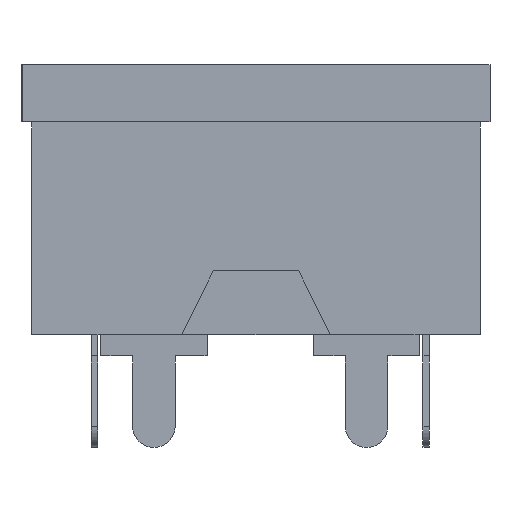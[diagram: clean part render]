
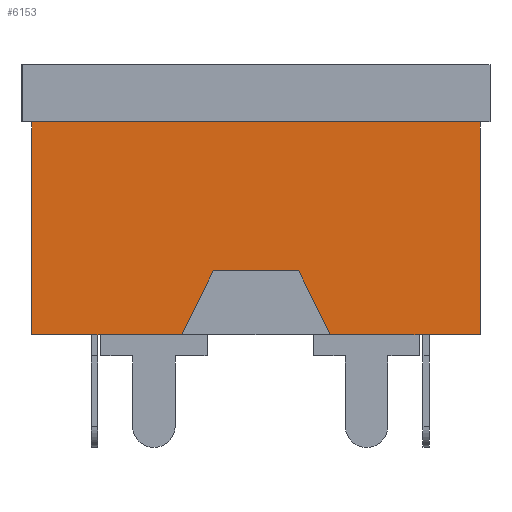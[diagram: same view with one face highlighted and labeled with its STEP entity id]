
A CAD part, front view. The second image highlights one B-rep face of the part: STEP entity #6153.
In plain terms, the highlighted planar face has unit normal (0, -1, 0).
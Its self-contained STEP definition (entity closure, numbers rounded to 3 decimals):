
#89 = EDGE_CURVE ( 'NONE', #908, #1645, #1244, .T. ) ;
#207 = VERTEX_POINT ( 'NONE', #1568 ) ;
#220 = EDGE_CURVE ( 'NONE', #4771, #512, #1583, .T. ) ;
#459 = ORIENTED_EDGE ( 'NONE', *, *, #531, .T. ) ;
#506 = VERTEX_POINT ( 'NONE', #2140 ) ;
#512 = VERTEX_POINT ( 'NONE', #2149 ) ;
#531 = EDGE_CURVE ( 'NONE', #207, #512, #2171, .T. ) ;
#557 = EDGE_CURVE ( 'NONE', #1999, #1645, #2219, .T. ) ;
#895 = ORIENTED_EDGE ( 'NONE', *, *, #557, .F. ) ;
#908 = VERTEX_POINT ( 'NONE', #2953 ) ;
#939 = VERTEX_POINT ( 'NONE', #3002 ) ;
#1175 = ORIENTED_EDGE ( 'NONE', *, *, #89, .T. ) ;
#1244 = LINE ( 'NONE', #1245, #1246 ) ;
#1245 = CARTESIAN_POINT ( 'NONE',  ( 2., -12.75, -7. ) ) ;
#1246 = VECTOR ( 'NONE', #1255, 1000. ) ;
#1247 = ORIENTED_EDGE ( 'NONE', *, *, #1352, .F. ) ;
#1255 = DIRECTION ( 'NONE',  ( 0.447, 0., -0.894 ) ) ;
#1352 = EDGE_CURVE ( 'NONE', #908, #939, #3504, .T. ) ;
#1568 = CARTESIAN_POINT ( 'NONE',  ( 10.55, -12.75, 0. ) ) ;
#1583 = LINE ( 'NONE', #1584, #1585 ) ;
#1584 = CARTESIAN_POINT ( 'NONE',  ( -10.55, -12.75, -10. ) ) ;
#1585 = VECTOR ( 'NONE', #1586, 1000. ) ;
#1586 = DIRECTION ( 'NONE',  ( 0., 0., 1. ) ) ;
#1645 = VERTEX_POINT ( 'NONE', #3739 ) ;
#1762 = EDGE_CURVE ( 'NONE', #1999, #207, #3804, .T. ) ;
#1999 = VERTEX_POINT ( 'NONE', #3937 ) ;
#2140 = CARTESIAN_POINT ( 'NONE',  ( -3.5, -12.75, -10. ) ) ;
#2149 = CARTESIAN_POINT ( 'NONE',  ( -10.55, -12.75, 0. ) ) ;
#2171 = LINE ( 'NONE', #2172, #2173 ) ;
#2172 = CARTESIAN_POINT ( 'NONE',  ( 10.55, -12.75, 0. ) ) ;
#2173 = VECTOR ( 'NONE', #2174, 1000. ) ;
#2174 = DIRECTION ( 'NONE',  ( -1., 0., 0. ) ) ;
#2219 = LINE ( 'NONE', #2220, #2221 ) ;
#2220 = CARTESIAN_POINT ( 'NONE',  ( 10.55, -12.75, -10. ) ) ;
#2221 = VECTOR ( 'NONE', #2222, 1000. ) ;
#2222 = DIRECTION ( 'NONE',  ( -1., 0., 0. ) ) ;
#2953 = CARTESIAN_POINT ( 'NONE',  ( 2., -12.75, -7. ) ) ;
#3002 = CARTESIAN_POINT ( 'NONE',  ( -2., -12.75, -7. ) ) ;
#3092 = LINE ( 'NONE', #3093, #3094 ) ;
#3093 = CARTESIAN_POINT ( 'NONE',  ( -2., -12.75, -7. ) ) ;
#3094 = VECTOR ( 'NONE', #3095, 1000. ) ;
#3095 = DIRECTION ( 'NONE',  ( 0.447, 0., 0.894 ) ) ;
#3504 = LINE ( 'NONE', #3505, #3507 ) ;
#3505 = CARTESIAN_POINT ( 'NONE',  ( 2., -12.75, -7. ) ) ;
#3507 = VECTOR ( 'NONE', #3508, 1000. ) ;
#3508 = DIRECTION ( 'NONE',  ( -1., 0., 0. ) ) ;
#3739 = CARTESIAN_POINT ( 'NONE',  ( 3.5, -12.75, -10. ) ) ;
#3804 = LINE ( 'NONE', #3805, #3806 ) ;
#3805 = CARTESIAN_POINT ( 'NONE',  ( 10.55, -12.75, -10. ) ) ;
#3806 = VECTOR ( 'NONE', #3807, 1000. ) ;
#3807 = DIRECTION ( 'NONE',  ( 0., 0., 1. ) ) ;
#3937 = CARTESIAN_POINT ( 'NONE',  ( 10.55, -12.75, -10. ) ) ;
#4743 = CARTESIAN_POINT ( 'NONE',  ( -10.55, -12.75, -10. ) ) ;
#4771 = VERTEX_POINT ( 'NONE', #4743 ) ;
#5312 = LINE ( 'NONE', #5313, #5314 ) ;
#5313 = CARTESIAN_POINT ( 'NONE',  ( 10.55, -12.75, -10. ) ) ;
#5314 = VECTOR ( 'NONE', #5315, 1000. ) ;
#5315 = DIRECTION ( 'NONE',  ( -1., 0., 0. ) ) ;
#5434 = FACE_OUTER_BOUND ( 'NONE', #7663, .T. ) ;
#5435 = PLANE ( 'NONE',  #5436 ) ;
#5436 = AXIS2_PLACEMENT_3D ( 'NONE', #5437, #5438, #5439 ) ;
#5437 = CARTESIAN_POINT ( 'NONE',  ( 10.55, -12.75, -10. ) ) ;
#5438 = DIRECTION ( 'NONE',  ( 0., 1., 0. ) ) ;
#5439 = DIRECTION ( 'NONE',  ( 0., 0., 1. ) ) ;
#5841 = ORIENTED_EDGE ( 'NONE', *, *, #5937, .F. ) ;
#5937 = EDGE_CURVE ( 'NONE', #506, #4771, #5312, .T. ) ;
#6153 = ADVANCED_FACE ( 'NONE', ( #5434 ), #5435, .F. ) ;
#6994 = ORIENTED_EDGE ( 'NONE', *, *, #1762, .T. ) ;
#7375 = ORIENTED_EDGE ( 'NONE', *, *, #7393, .T. ) ;
#7393 = EDGE_CURVE ( 'NONE', #506, #939, #3092, .T. ) ;
#7663 = EDGE_LOOP ( 'NONE', ( #1247, #1175, #895, #6994, #459, #7820, #5841, #7375 ) ) ;
#7820 = ORIENTED_EDGE ( 'NONE', *, *, #220, .F. ) ;
